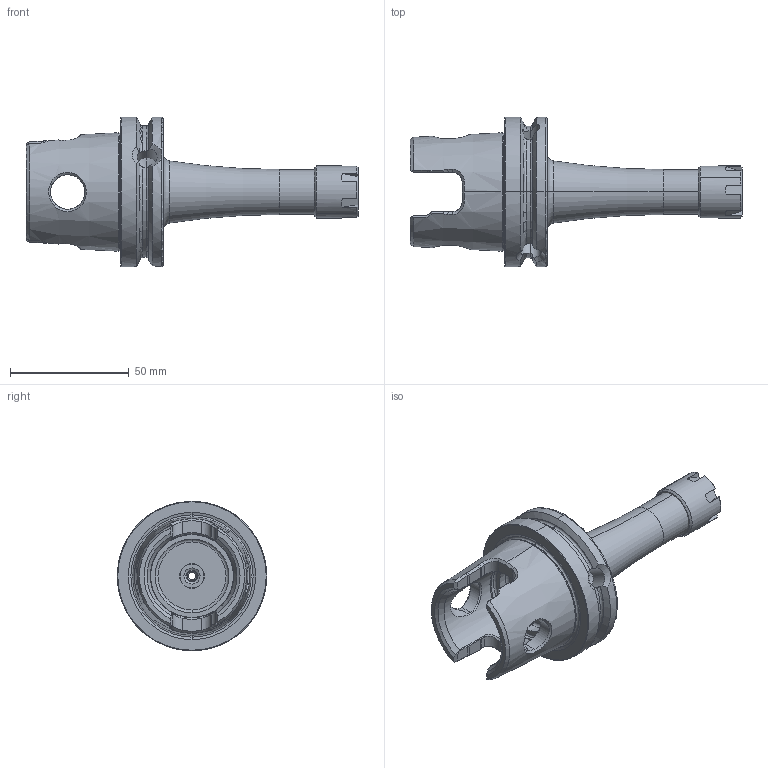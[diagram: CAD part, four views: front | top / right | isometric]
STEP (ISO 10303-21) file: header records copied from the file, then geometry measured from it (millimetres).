
FILE_DESCRIPTION (( 'STEP AP203' ), '1' );
FILE_NAME ('KY6.E17.K01.100.STEP', '2018-02-16T13:58:00', ( 'SWIAdmin' ), ( 'Hewlett-Packard Company' ), 'SwSTEP 2.0', 'SolidWorks 2017', '' );
FILE_SCHEMA (( 'CONFIG_CONTROL_DESIGN' ));
Length unit declared in the file: millimetre
Products named in the file (4): KY6.E17.K01.100; KY6-E17.K01.100_A; E17-ER1.001.018; ERU-AN2.K01.016_A
Assembly tree (3 placements, depth 2):
  KY6.E17.K01.100
    KY6-E17.K01.100_A
    E17-ER1.001.018
    ERU-AN2.K01.016_A
Bounding box: 139.95 x 62.95 x 62.95 mm (x, y, z)
Volume: 100991.4 mm3; surface area: 29300.8 mm2
Topology: 3 solids, 3 shells, 323 faces, 823 edges, 505 vertices
Faces by surface type: plane 102, cylinder 70, cone 69, bspline 50, torus 32
Entity records: 12792 total; most frequent: CARTESIAN_POINT 5213, ORIENTED_EDGE 1634, DIRECTION 1301, EDGE_CURVE 817, AXIS2_PLACEMENT_3D 518, VERTEX_POINT 505, EDGE_LOOP 338, ADVANCED_FACE 323
